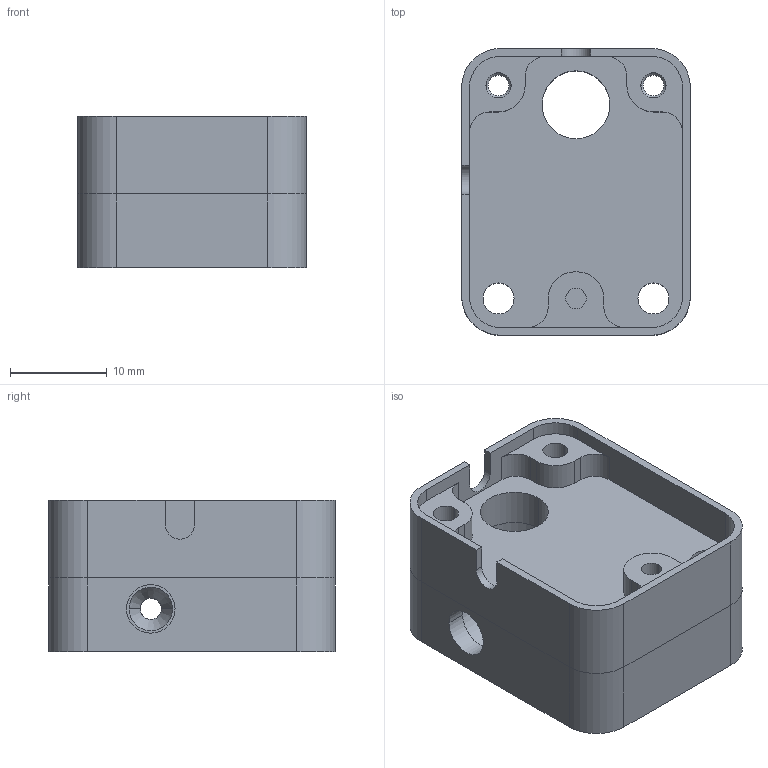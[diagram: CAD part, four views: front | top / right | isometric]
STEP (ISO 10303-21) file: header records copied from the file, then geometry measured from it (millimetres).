
FILE_DESCRIPTION (( 'STEP AP214' ), '1' );
FILE_NAME ('SA01 (Duet3D Filament Sensor Assembly).STEP', '2022-05-24T10:15:02', ( '' ), ( '' ), 'SwSTEP 2.0', 'SolidWorks 2021', '' );
FILE_SCHEMA (( 'AUTOMOTIVE_DESIGN' ));
Length unit declared in the file: millimetre
Products named in the file (4): 02 Idler V2; SA01 (Duet3D Filament Sensor Assembly); 01 Body V2; 03 Lid V2
Assembly tree (4 placements, depth 2):
  SA01 (Duet3D Filament Sensor Assembly)
    01 Body V2
    02 Idler V2  x2
    03 Lid V2
Bounding box: 23.6 x 29.6 x 15.6 mm (x, y, z)
Volume: 6289.1 mm3; surface area: 6224 mm2
Topology: 4 solids, 4 shells, 210 faces, 568 edges, 368 vertices
Faces by surface type: cylinder 96, plane 83, cone 23, bspline 4, torus 4
Entity records: 6175 total; most frequent: CARTESIAN_POINT 1266, DIRECTION 1015, ORIENTED_EDGE 996, EDGE_CURVE 498, AXIS2_PLACEMENT_3D 371, VERTEX_POINT 322, LINE 273, VECTOR 273
